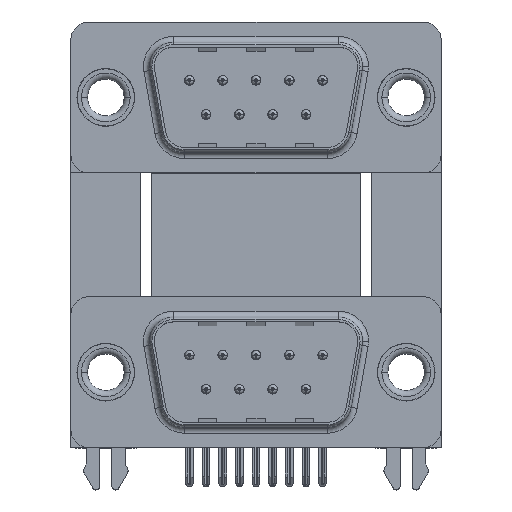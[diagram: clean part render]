
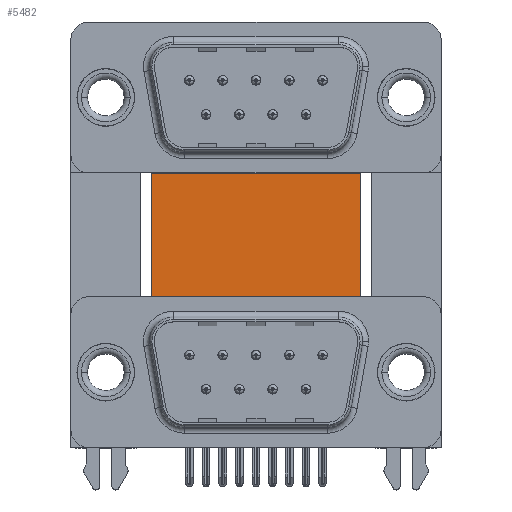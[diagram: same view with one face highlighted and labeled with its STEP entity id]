
A CAD part, top view. The second image highlights one B-rep face of the part: STEP entity #5482.
In plain terms, the highlighted planar face has unit normal (0, 0, 1).
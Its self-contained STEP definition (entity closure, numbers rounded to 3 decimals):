
#107 = CARTESIAN_POINT ( 'NONE',  ( 3.79, -0.735, -12. ) ) ;
#389 = VECTOR ( 'NONE', #21989, 1000. ) ;
#621 = CARTESIAN_POINT ( 'NONE',  ( 2.9, -3.735, -12. ) ) ;
#938 = PLANE ( 'NONE',  #24612 ) ;
#1179 = EDGE_CURVE ( 'NONE', #8342, #6954, #14545, .T. ) ;
#1806 = ORIENTED_EDGE ( 'NONE', *, *, #11919, .T. ) ;
#2671 = LINE ( 'NONE', #18671, #6557 ) ;
#4158 = LINE ( 'NONE', #14114, #6715 ) ;
#4466 = CARTESIAN_POINT ( 'NONE',  ( 3.79, 16.585, -12. ) ) ;
#4933 = ORIENTED_EDGE ( 'NONE', *, *, #14427, .T. ) ;
#4943 = EDGE_CURVE ( 'NONE', #9304, #18378, #2671, .T. ) ;
#5096 = CARTESIAN_POINT ( 'NONE',  ( 22.59, -4.635, -12. ) ) ;
#5140 = CARTESIAN_POINT ( 'NONE',  ( 3.79, 16.585, -12. ) ) ;
#5482 = ADVANCED_FACE ( 'NONE', ( #9179 ), #938, .F. ) ;
#6262 = ORIENTED_EDGE ( 'NONE', *, *, #14033, .F. ) ;
#6498 = LINE ( 'NONE', #16717, #8545 ) ;
#6557 = VECTOR ( 'NONE', #22636, 1000. ) ;
#6715 = VECTOR ( 'NONE', #14616, 1000. ) ;
#6771 = VECTOR ( 'NONE', #19763, 1000. ) ;
#6954 = VERTEX_POINT ( 'NONE', #19560 ) ;
#7359 = ORIENTED_EDGE ( 'NONE', *, *, #17325, .T. ) ;
#7715 = CARTESIAN_POINT ( 'NONE',  ( 22.09, -3.735, -12. ) ) ;
#7800 = LINE ( 'NONE', #14065, #389 ) ;
#8342 = VERTEX_POINT ( 'NONE', #107 ) ;
#8351 = CARTESIAN_POINT ( 'NONE',  ( 2.9, -3.735, -12. ) ) ;
#8492 = LINE ( 'NONE', #8351, #25569 ) ;
#8545 = VECTOR ( 'NONE', #14596, 1000. ) ;
#9179 = FACE_OUTER_BOUND ( 'NONE', #15372, .T. ) ;
#9304 = VERTEX_POINT ( 'NONE', #13666 ) ;
#10318 = EDGE_CURVE ( 'NONE', #12336, #17961, #6498, .T. ) ;
#11208 = EDGE_CURVE ( 'NONE', #15110, #8342, #24299, .T. ) ;
#11676 = VECTOR ( 'NONE', #20484, 1000. ) ;
#11731 = LINE ( 'NONE', #13956, #6771 ) ;
#11919 = EDGE_CURVE ( 'NONE', #6954, #22854, #7800, .T. ) ;
#12336 = VERTEX_POINT ( 'NONE', #23675 ) ;
#13666 = CARTESIAN_POINT ( 'NONE',  ( 22.09, -4.635, -12. ) ) ;
#13714 = VECTOR ( 'NONE', #15700, 1000. ) ;
#13956 = CARTESIAN_POINT ( 'NONE',  ( 22.59, -4.635, -12. ) ) ;
#14033 = EDGE_CURVE ( 'NONE', #15110, #12336, #20470, .T. ) ;
#14065 = CARTESIAN_POINT ( 'NONE',  ( 2.9, -4.635, -12. ) ) ;
#14114 = CARTESIAN_POINT ( 'NONE',  ( 3.79, -3.735, -12. ) ) ;
#14302 = CARTESIAN_POINT ( 'NONE',  ( 2.4, -4.635, -12. ) ) ;
#14427 = EDGE_CURVE ( 'NONE', #17218, #23935, #4158, .T. ) ;
#14526 = DIRECTION ( 'NONE',  ( 1., 0., 0. ) ) ;
#14545 = LINE ( 'NONE', #14302, #21024 ) ;
#14596 = DIRECTION ( 'NONE',  ( 0., -1., 0. ) ) ;
#14616 = DIRECTION ( 'NONE',  ( 1., 0., 0. ) ) ;
#15110 = VERTEX_POINT ( 'NONE', #23568 ) ;
#15372 = EDGE_LOOP ( 'NONE', ( #4933, #7359, #18233, #17186, #22408, #6262, #21791, #19681, #1806, #24184 ) ) ;
#15700 = DIRECTION ( 'NONE',  ( 0., -1., 0. ) ) ;
#16408 = VECTOR ( 'NONE', #14526, 1000. ) ;
#16518 = CARTESIAN_POINT ( 'NONE',  ( 3.79, 16.585, -12. ) ) ;
#16556 = CARTESIAN_POINT ( 'NONE',  ( 2.9, -4.635, -12. ) ) ;
#16717 = CARTESIAN_POINT ( 'NONE',  ( 21.2, 16.585, -12. ) ) ;
#16888 = CARTESIAN_POINT ( 'NONE',  ( 22.09, -3.735, -12. ) ) ;
#16939 = DIRECTION ( 'NONE',  ( 0., 0., -1. ) ) ;
#16956 = CARTESIAN_POINT ( 'NONE',  ( 21.2, -0.735, -12. ) ) ;
#17186 = ORIENTED_EDGE ( 'NONE', *, *, #20929, .T. ) ;
#17218 = VERTEX_POINT ( 'NONE', #621 ) ;
#17325 = EDGE_CURVE ( 'NONE', #23935, #9304, #25707, .T. ) ;
#17961 = VERTEX_POINT ( 'NONE', #16956 ) ;
#18233 = ORIENTED_EDGE ( 'NONE', *, *, #4943, .T. ) ;
#18378 = VERTEX_POINT ( 'NONE', #5096 ) ;
#18671 = CARTESIAN_POINT ( 'NONE',  ( 22.09, -4.635, -12. ) ) ;
#19560 = CARTESIAN_POINT ( 'NONE',  ( 2.4, -4.635, -12. ) ) ;
#19681 = ORIENTED_EDGE ( 'NONE', *, *, #1179, .T. ) ;
#19763 = DIRECTION ( 'NONE',  ( -0.336, 0.942, 0. ) ) ;
#20240 = DIRECTION ( 'NONE',  ( -0.336, -0.942, 0. ) ) ;
#20441 = DIRECTION ( 'NONE',  ( 0., 1., 0. ) ) ;
#20470 = LINE ( 'NONE', #16518, #16408 ) ;
#20484 = DIRECTION ( 'NONE',  ( 0., -1., 0. ) ) ;
#20897 = DIRECTION ( 'NONE',  ( -1., 0., 0. ) ) ;
#20929 = EDGE_CURVE ( 'NONE', #18378, #17961, #11731, .T. ) ;
#21024 = VECTOR ( 'NONE', #20240, 1000. ) ;
#21791 = ORIENTED_EDGE ( 'NONE', *, *, #11208, .T. ) ;
#21989 = DIRECTION ( 'NONE',  ( 1., 0., 0. ) ) ;
#22408 = ORIENTED_EDGE ( 'NONE', *, *, #10318, .F. ) ;
#22470 = EDGE_CURVE ( 'NONE', #22854, #17218, #8492, .T. ) ;
#22636 = DIRECTION ( 'NONE',  ( 1., 0., 0. ) ) ;
#22854 = VERTEX_POINT ( 'NONE', #16556 ) ;
#23568 = CARTESIAN_POINT ( 'NONE',  ( 3.79, 16.585, -12. ) ) ;
#23675 = CARTESIAN_POINT ( 'NONE',  ( 21.2, 16.585, -12. ) ) ;
#23935 = VERTEX_POINT ( 'NONE', #16888 ) ;
#24184 = ORIENTED_EDGE ( 'NONE', *, *, #22470, .T. ) ;
#24299 = LINE ( 'NONE', #4466, #11676 ) ;
#24612 = AXIS2_PLACEMENT_3D ( 'NONE', #5140, #16939, #20897 ) ;
#25569 = VECTOR ( 'NONE', #20441, 1000. ) ;
#25707 = LINE ( 'NONE', #7715, #13714 ) ;
